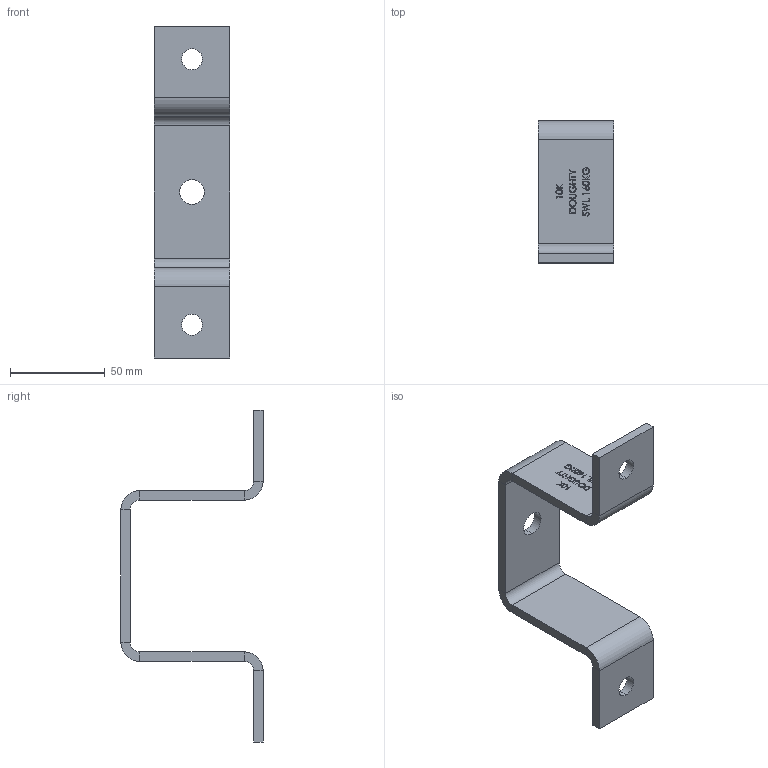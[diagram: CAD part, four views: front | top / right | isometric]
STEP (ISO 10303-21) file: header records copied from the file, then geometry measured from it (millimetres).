
FILE_DESCRIPTION (( 'STEP AP203' ), '1' );
FILE_NAME ('T33700.STEP', '2018-07-20T13:36:24', ( '' ), ( '' ), 'SwSTEP 2.0', 'SolidWorks 2016', '' );
FILE_SCHEMA (( 'CONFIG_CONTROL_DESIGN' ));
Length unit declared in the file: millimetre
Products named in the file (2): TH3010_With Stamping; T33700
Assembly tree (1 placements, depth 2):
  T33700
    TH3010_With Stamping
Bounding box: 40 x 75 x 175 mm (x, y, z)
Volume: 58787.3 mm3; surface area: 27642.7 mm2
Topology: 1 solids, 1 shells, 256 faces, 661 edges, 430 vertices
Faces by surface type: plane 160, bspline 82, cylinder 14
Entity records: 13069 total; most frequent: CARTESIAN_POINT 7169, ORIENTED_EDGE 1322, DIRECTION 881, EDGE_CURVE 661, VECTOR 469, LINE 469, VERTEX_POINT 430, EDGE_LOOP 285
